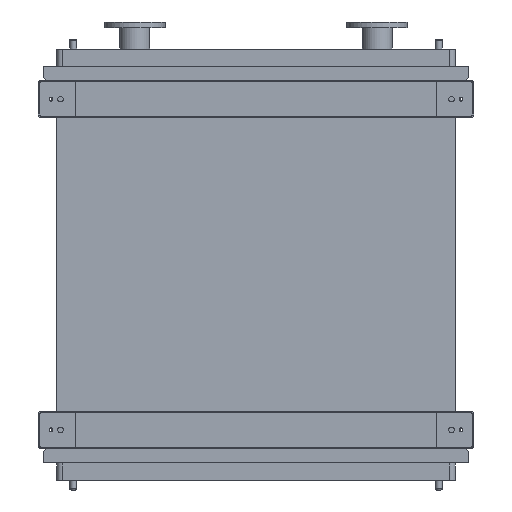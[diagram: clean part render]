
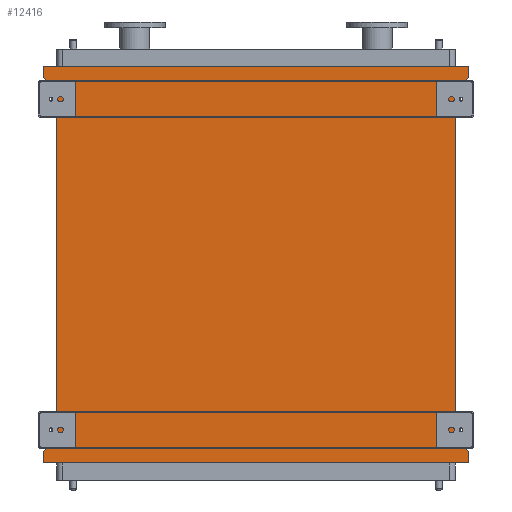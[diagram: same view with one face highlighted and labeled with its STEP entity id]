
A CAD part, front view. The second image highlights one B-rep face of the part: STEP entity #12416.
In plain terms, the highlighted planar face has unit normal (0, -1, 0).
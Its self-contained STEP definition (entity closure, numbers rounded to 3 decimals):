
#130 = ORIENTED_EDGE ( 'NONE', *, *, #13228, .F. ) ;
#388 = LINE ( 'NONE', #2098, #14690 ) ;
#393 = VECTOR ( 'NONE', #15648, 1000. ) ;
#495 = CARTESIAN_POINT ( 'NONE',  ( -771., 0., -1303. ) ) ;
#607 = CARTESIAN_POINT ( 'NONE',  ( -725., 0., -1250. ) ) ;
#1812 = DIRECTION ( 'NONE',  ( 0., 0., 1. ) ) ;
#2098 = CARTESIAN_POINT ( 'NONE',  ( -725., 0., 0. ) ) ;
#2252 = VECTOR ( 'NONE', #22726, 1000. ) ;
#2437 = DIRECTION ( 'NONE',  ( 0., 0., 1. ) ) ;
#2879 = VERTEX_POINT ( 'NONE', #495 ) ;
#2884 = CARTESIAN_POINT ( 'NONE',  ( -771., 0., -1303. ) ) ;
#2972 = CARTESIAN_POINT ( 'NONE',  ( 725., 0., -1250. ) ) ;
#3790 = VECTOR ( 'NONE', #6268, 1000. ) ;
#3974 = CARTESIAN_POINT ( 'NONE',  ( -771., 0., -1345. ) ) ;
#4009 = LINE ( 'NONE', #17894, #7595 ) ;
#4732 = EDGE_LOOP ( 'NONE', ( #5522, #5385, #5873, #5739, #6139, #6096, #6297, #14029, #6634, #4774, #130, #6654 ) ) ;
#4774 = ORIENTED_EDGE ( 'NONE', *, *, #13071, .F. ) ;
#4907 = LINE ( 'NONE', #2884, #23365 ) ;
#5063 = VERTEX_POINT ( 'NONE', #8992 ) ;
#5186 = FACE_OUTER_BOUND ( 'NONE', #4732, .T. ) ;
#5385 = ORIENTED_EDGE ( 'NONE', *, *, #11522, .F. ) ;
#5388 = EDGE_CURVE ( 'NONE', #22311, #14237, #23457, .T. ) ;
#5522 = ORIENTED_EDGE ( 'NONE', *, *, #10694, .T. ) ;
#5739 = ORIENTED_EDGE ( 'NONE', *, *, #23339, .F. ) ;
#5740 = VERTEX_POINT ( 'NONE', #8176 ) ;
#5743 = VERTEX_POINT ( 'NONE', #21373 ) ;
#5873 = ORIENTED_EDGE ( 'NONE', *, *, #11875, .F. ) ;
#6096 = ORIENTED_EDGE ( 'NONE', *, *, #12354, .F. ) ;
#6139 = ORIENTED_EDGE ( 'NONE', *, *, #12018, .F. ) ;
#6268 = DIRECTION ( 'NONE',  ( 0., 0., -1. ) ) ;
#6297 = ORIENTED_EDGE ( 'NONE', *, *, #5388, .F. ) ;
#6331 = CARTESIAN_POINT ( 'NONE',  ( -725., 0., -1250. ) ) ;
#6634 = ORIENTED_EDGE ( 'NONE', *, *, #12710, .F. ) ;
#6654 = ORIENTED_EDGE ( 'NONE', *, *, #13918, .F. ) ;
#6707 = CARTESIAN_POINT ( 'NONE',  ( 771., 0., -1345. ) ) ;
#7354 = VERTEX_POINT ( 'NONE', #15477 ) ;
#7595 = VECTOR ( 'NONE', #12198, 1000. ) ;
#7702 = DIRECTION ( 'NONE',  ( 0., 0., -1. ) ) ;
#7773 = VECTOR ( 'NONE', #21987, 1000. ) ;
#8176 = CARTESIAN_POINT ( 'NONE',  ( -771., 0., 95. ) ) ;
#8221 = VECTOR ( 'NONE', #1812, 1000. ) ;
#8230 = DIRECTION ( 'NONE',  ( 0.655, 0., 0.755 ) ) ;
#8575 = VECTOR ( 'NONE', #2437, 1000. ) ;
#8992 = CARTESIAN_POINT ( 'NONE',  ( 771., 0., -1303. ) ) ;
#9392 = LINE ( 'NONE', #18595, #8221 ) ;
#9653 = LINE ( 'NONE', #3974, #19784 ) ;
#9739 = CARTESIAN_POINT ( 'NONE',  ( -725., 0., 0. ) ) ;
#10483 = LINE ( 'NONE', #19110, #15774 ) ;
#10645 = VERTEX_POINT ( 'NONE', #23638 ) ;
#10694 = EDGE_CURVE ( 'NONE', #21079, #10645, #22145, .T. ) ;
#10722 = CARTESIAN_POINT ( 'NONE',  ( 725., 0., -1250. ) ) ;
#11522 = EDGE_CURVE ( 'NONE', #18475, #10645, #22086, .T. ) ;
#11875 = EDGE_CURVE ( 'NONE', #22398, #18475, #14982, .T. ) ;
#12018 = EDGE_CURVE ( 'NONE', #7354, #5740, #9392, .T. ) ;
#12152 = VECTOR ( 'NONE', #15841, 1000. ) ;
#12198 = DIRECTION ( 'NONE',  ( -1., 0., 0. ) ) ;
#12354 = EDGE_CURVE ( 'NONE', #14237, #7354, #388, .T. ) ;
#12416 = ADVANCED_FACE ( 'NONE', ( #5186 ), #17387, .T. ) ;
#12511 = EDGE_CURVE ( 'NONE', #2879, #22311, #4907, .T. ) ;
#12710 = EDGE_CURVE ( 'NONE', #5743, #2879, #9653, .T. ) ;
#12748 = AXIS2_PLACEMENT_3D ( 'NONE', #15499, #17313, #19176 ) ;
#13071 = EDGE_CURVE ( 'NONE', #13610, #5743, #4009, .T. ) ;
#13228 = EDGE_CURVE ( 'NONE', #5063, #13610, #10483, .T. ) ;
#13598 = CARTESIAN_POINT ( 'NONE',  ( 725., 0., -1250. ) ) ;
#13610 = VERTEX_POINT ( 'NONE', #6707 ) ;
#13918 = EDGE_CURVE ( 'NONE', #21079, #5063, #20107, .T. ) ;
#14029 = ORIENTED_EDGE ( 'NONE', *, *, #12511, .F. ) ;
#14237 = VERTEX_POINT ( 'NONE', #9739 ) ;
#14690 = VECTOR ( 'NONE', #22417, 1000. ) ;
#14982 = LINE ( 'NONE', #19449, #3790 ) ;
#15477 = CARTESIAN_POINT ( 'NONE',  ( -771., 0., 53. ) ) ;
#15499 = CARTESIAN_POINT ( 'NONE',  ( -725., 0., -1250. ) ) ;
#15648 = DIRECTION ( 'NONE',  ( 0.655, 0., -0.755 ) ) ;
#15774 = VECTOR ( 'NONE', #7702, 1000. ) ;
#15841 = DIRECTION ( 'NONE',  ( -0.655, 0., -0.755 ) ) ;
#17158 = DIRECTION ( 'NONE',  ( 0., 0., 1. ) ) ;
#17203 = LINE ( 'NONE', #20975, #2252 ) ;
#17313 = DIRECTION ( 'NONE',  ( 0., -1., 0. ) ) ;
#17387 = PLANE ( 'NONE',  #12748 ) ;
#17894 = CARTESIAN_POINT ( 'NONE',  ( 771., 0., -1345. ) ) ;
#18475 = VERTEX_POINT ( 'NONE', #20672 ) ;
#18595 = CARTESIAN_POINT ( 'NONE',  ( -771., 0., 53. ) ) ;
#19110 = CARTESIAN_POINT ( 'NONE',  ( 771., 0., -1303. ) ) ;
#19176 = DIRECTION ( 'NONE',  ( 0., 0., -1. ) ) ;
#19449 = CARTESIAN_POINT ( 'NONE',  ( 771., 0., 95. ) ) ;
#19784 = VECTOR ( 'NONE', #17158, 1000. ) ;
#20107 = LINE ( 'NONE', #13598, #393 ) ;
#20672 = CARTESIAN_POINT ( 'NONE',  ( 771., 0., 53. ) ) ;
#20975 = CARTESIAN_POINT ( 'NONE',  ( -771., 0., 95. ) ) ;
#21079 = VERTEX_POINT ( 'NONE', #2972 ) ;
#21274 = CARTESIAN_POINT ( 'NONE',  ( 771., 0., 53. ) ) ;
#21373 = CARTESIAN_POINT ( 'NONE',  ( -771., 0., -1345. ) ) ;
#21987 = DIRECTION ( 'NONE',  ( 0., 0., 1. ) ) ;
#22086 = LINE ( 'NONE', #21274, #12152 ) ;
#22145 = LINE ( 'NONE', #10722, #7773 ) ;
#22311 = VERTEX_POINT ( 'NONE', #6331 ) ;
#22398 = VERTEX_POINT ( 'NONE', #23126 ) ;
#22417 = DIRECTION ( 'NONE',  ( -0.655, 0., 0.755 ) ) ;
#22726 = DIRECTION ( 'NONE',  ( 1., 0., 0. ) ) ;
#23126 = CARTESIAN_POINT ( 'NONE',  ( 771., 0., 95. ) ) ;
#23339 = EDGE_CURVE ( 'NONE', #5740, #22398, #17203, .T. ) ;
#23365 = VECTOR ( 'NONE', #8230, 1000. ) ;
#23457 = LINE ( 'NONE', #607, #8575 ) ;
#23638 = CARTESIAN_POINT ( 'NONE',  ( 725., 0., 0. ) ) ;
